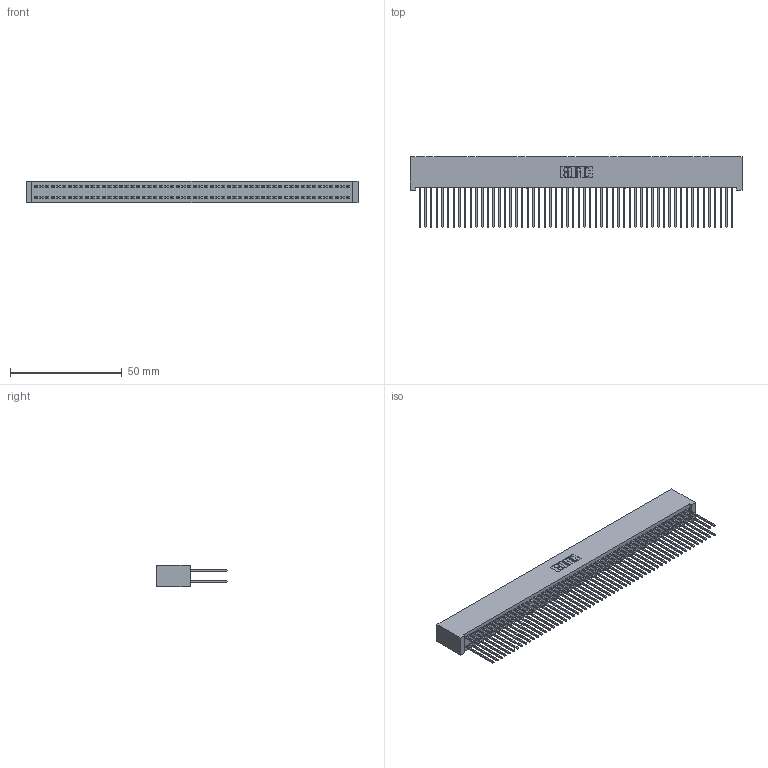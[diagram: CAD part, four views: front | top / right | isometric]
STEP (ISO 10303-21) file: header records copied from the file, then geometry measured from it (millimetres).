
FILE_DESCRIPTION (( 'STEP AP203' ), '1' );
FILE_NAME ('342-112-542-201.STEP', '2018-08-14T12:15:41', ( '' ), ( '' ), 'SwSTEP 2.0', 'SolidWorks 2016', '' );
FILE_SCHEMA (( 'CONFIG_CONTROL_DESIGN' ));
Length unit declared in the file: inch
Products named in the file (3): 342 Part_Lugless; 342-112-542-201; 345-292-001_345-293-142
Assembly tree (113 placements, depth 2):
  342-112-542-201
    342 Part_Lugless
    345-292-001_345-293-142  x112
Bounding box: 148.49 x 31.63 x 9.4 mm (x, y, z)
Volume: 14369.5 mm3; surface area: 26524.2 mm2
Topology: 113 solids, 113 shells, 5926 faces, 17635 edges, 11606 vertices
Faces by surface type: plane 4094, cylinder 1832
Entity records: 33825 total; most frequent: CARTESIAN_POINT 5586, ORIENTED_EDGE 5522, DIRECTION 4741, EDGE_CURVE 2761, LINE 2641, VECTOR 2641, VERTEX_POINT 1838, AXIS2_PLACEMENT_3D 1050
